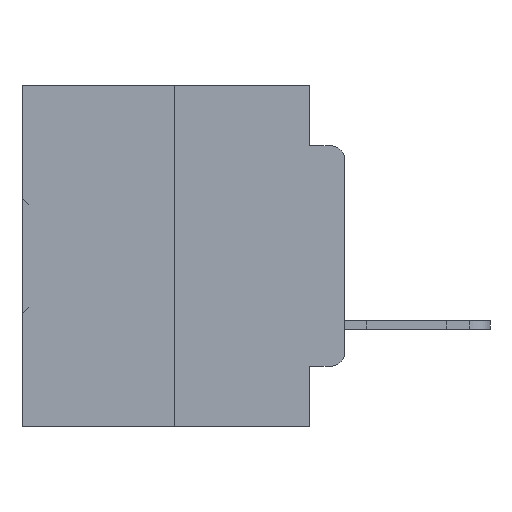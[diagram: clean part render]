
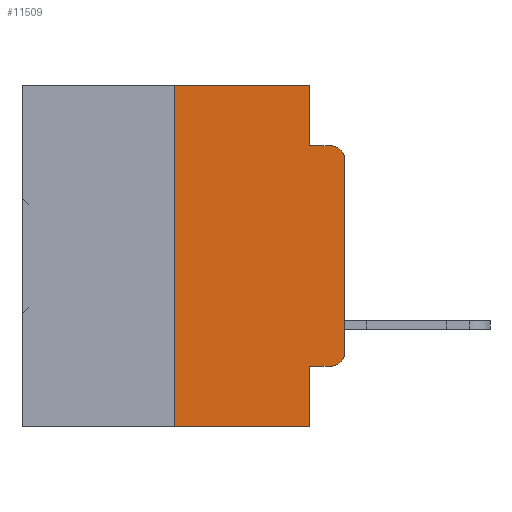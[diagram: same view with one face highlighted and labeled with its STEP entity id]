
A CAD part, left-side view. The second image highlights one B-rep face of the part: STEP entity #11509.
In plain terms, the highlighted planar face has unit normal (-1, 0, 0).
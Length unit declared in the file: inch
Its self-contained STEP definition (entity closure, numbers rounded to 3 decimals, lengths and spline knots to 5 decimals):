
#169 = CARTESIAN_POINT ( 'NONE',  ( 0., 0.473, -0.5 ) ) ;
#262 = CARTESIAN_POINT ( 'NONE',  ( 0., 0.02, -0.4115 ) ) ;
#1245 = CARTESIAN_POINT ( 'NONE',  ( 0., 0.051, -0.0885 ) ) ;
#2569 = ORIENTED_EDGE ( 'NONE', *, *, #23488, .F. ) ;
#4101 = CARTESIAN_POINT ( 'NONE',  ( 0., 0.051, -0.0885 ) ) ;
#4189 = VECTOR ( 'NONE', #6426, 39.37008 ) ;
#4361 = EDGE_CURVE ( 'NONE', #20970, #16443, #25230, .T. ) ;
#4780 = LINE ( 'NONE', #21081, #26346 ) ;
#5034 = VERTEX_POINT ( 'NONE', #27325 ) ;
#5879 = AXIS2_PLACEMENT_3D ( 'NONE', #31581, #31350, #31209 ) ;
#6426 = DIRECTION ( 'NONE',  ( 0., 0., 1. ) ) ;
#6855 = CARTESIAN_POINT ( 'NONE',  ( 0., 0.051, -0.4115 ) ) ;
#6904 = VECTOR ( 'NONE', #19011, 39.37008 ) ;
#7035 = LINE ( 'NONE', #169, #21359 ) ;
#7162 = VERTEX_POINT ( 'NONE', #31529 ) ;
#7673 = CARTESIAN_POINT ( 'NONE',  ( 0., 0.25, 0. ) ) ;
#7679 = DIRECTION ( 'NONE',  ( -1., 0., 0. ) ) ;
#9690 = FACE_OUTER_BOUND ( 'NONE', #32185, .T. ) ;
#9732 = CARTESIAN_POINT ( 'NONE',  ( 0., 0.02, -0.1085 ) ) ;
#9794 = ORIENTED_EDGE ( 'NONE', *, *, #21945, .T. ) ;
#9825 = VECTOR ( 'NONE', #35029, 39.37008 ) ;
#9969 = VECTOR ( 'NONE', #29927, 39.37008 ) ;
#10121 = VERTEX_POINT ( 'NONE', #15501 ) ;
#10331 = EDGE_CURVE ( 'NONE', #30761, #27802, #12077, .T. ) ;
#10378 = VECTOR ( 'NONE', #28262, 39.37008 ) ;
#10383 = CARTESIAN_POINT ( 'NONE',  ( 0., 0.051, 0. ) ) ;
#11160 = VECTOR ( 'NONE', #20531, 39.37008 ) ;
#11509 = ADVANCED_FACE ( 'NONE', ( #9690 ), #32025, .F. ) ;
#12077 = LINE ( 'NONE', #16212, #11160 ) ;
#12654 = DIRECTION ( 'NONE',  ( 0., 0., -1. ) ) ;
#14715 = DIRECTION ( 'NONE',  ( 0., -1., 0. ) ) ;
#15501 = CARTESIAN_POINT ( 'NONE',  ( 0., 0.051, 0. ) ) ;
#16212 = CARTESIAN_POINT ( 'NONE',  ( 0., 0.051, 0. ) ) ;
#16443 = VERTEX_POINT ( 'NONE', #20259 ) ;
#17104 = VERTEX_POINT ( 'NONE', #29903 ) ;
#18256 = CARTESIAN_POINT ( 'NONE',  ( 0., 0.051, -0.5 ) ) ;
#19011 = DIRECTION ( 'NONE',  ( 0., 0., -1. ) ) ;
#19351 = LINE ( 'NONE', #7673, #9969 ) ;
#20259 = CARTESIAN_POINT ( 'NONE',  ( 0., 0.02, -0.0885 ) ) ;
#20531 = DIRECTION ( 'NONE',  ( 0., 0., -1. ) ) ;
#20624 = AXIS2_PLACEMENT_3D ( 'NONE', #9732, #29108, #12654 ) ;
#20970 = VERTEX_POINT ( 'NONE', #1245 ) ;
#21052 = EDGE_CURVE ( 'NONE', #10121, #20970, #22884, .T. ) ;
#21081 = CARTESIAN_POINT ( 'NONE',  ( 0., 0.051, -0.4115 ) ) ;
#21359 = VECTOR ( 'NONE', #14715, 39.37008 ) ;
#21945 = EDGE_CURVE ( 'NONE', #5034, #17104, #27455, .T. ) ;
#22189 = ORIENTED_EDGE ( 'NONE', *, *, #31294, .T. ) ;
#22603 = AXIS2_PLACEMENT_3D ( 'NONE', #24584, #7679, #27271 ) ;
#22745 = CIRCLE ( 'NONE', #22603, 0.02 ) ;
#22884 = LINE ( 'NONE', #10383, #6904 ) ;
#23080 = VERTEX_POINT ( 'NONE', #30514 ) ;
#23418 = ORIENTED_EDGE ( 'NONE', *, *, #28566, .F. ) ;
#23488 = EDGE_CURVE ( 'NONE', #23080, #7162, #19351, .T. ) ;
#23757 = DIRECTION ( 'NONE',  ( 0., -1., 0. ) ) ;
#23869 = LINE ( 'NONE', #29860, #9825 ) ;
#23872 = ORIENTED_EDGE ( 'NONE', *, *, #26671, .T. ) ;
#24584 = CARTESIAN_POINT ( 'NONE',  ( 0., 0.02, -0.3915 ) ) ;
#25230 = LINE ( 'NONE', #4101, #10378 ) ;
#25535 = ORIENTED_EDGE ( 'NONE', *, *, #27811, .T. ) ;
#26346 = VECTOR ( 'NONE', #23757, 39.37008 ) ;
#26671 = EDGE_CURVE ( 'NONE', #30055, #5034, #22745, .T. ) ;
#27271 = DIRECTION ( 'NONE',  ( 0., 0., -1. ) ) ;
#27325 = CARTESIAN_POINT ( 'NONE',  ( 0., 0., -0.3915 ) ) ;
#27455 = LINE ( 'NONE', #28756, #4189 ) ;
#27653 = ORIENTED_EDGE ( 'NONE', *, *, #10331, .F. ) ;
#27802 = VERTEX_POINT ( 'NONE', #18256 ) ;
#27811 = EDGE_CURVE ( 'NONE', #17104, #16443, #28556, .T. ) ;
#28262 = DIRECTION ( 'NONE',  ( 0., -1., 0. ) ) ;
#28556 = CIRCLE ( 'NONE', #20624, 0.02 ) ;
#28566 = EDGE_CURVE ( 'NONE', #7162, #10121, #23869, .T. ) ;
#28756 = CARTESIAN_POINT ( 'NONE',  ( 0., 0., 0. ) ) ;
#29108 = DIRECTION ( 'NONE',  ( -1., 0., 0. ) ) ;
#29860 = CARTESIAN_POINT ( 'NONE',  ( 0., 0.473, 0. ) ) ;
#29903 = CARTESIAN_POINT ( 'NONE',  ( 0., 0., -0.1085 ) ) ;
#29927 = DIRECTION ( 'NONE',  ( 0., 0., 1. ) ) ;
#30055 = VERTEX_POINT ( 'NONE', #262 ) ;
#30514 = CARTESIAN_POINT ( 'NONE',  ( 0., 0.25, -0.5 ) ) ;
#30761 = VERTEX_POINT ( 'NONE', #6855 ) ;
#31209 = DIRECTION ( 'NONE',  ( 0., 0., -1. ) ) ;
#31294 = EDGE_CURVE ( 'NONE', #30761, #30055, #4780, .T. ) ;
#31350 = DIRECTION ( 'NONE',  ( 1., 0., 0. ) ) ;
#31529 = CARTESIAN_POINT ( 'NONE',  ( 0., 0.25, 0. ) ) ;
#31581 = CARTESIAN_POINT ( 'NONE',  ( 0., 0.473, 0. ) ) ;
#32025 = PLANE ( 'NONE',  #5879 ) ;
#32185 = EDGE_LOOP ( 'NONE', ( #9794, #25535, #34118, #35731, #23418, #2569, #32942, #27653, #22189, #23872 ) ) ;
#32942 = ORIENTED_EDGE ( 'NONE', *, *, #35527, .T. ) ;
#34118 = ORIENTED_EDGE ( 'NONE', *, *, #4361, .F. ) ;
#35029 = DIRECTION ( 'NONE',  ( 0., -1., 0. ) ) ;
#35527 = EDGE_CURVE ( 'NONE', #23080, #27802, #7035, .T. ) ;
#35731 = ORIENTED_EDGE ( 'NONE', *, *, #21052, .F. ) ;
